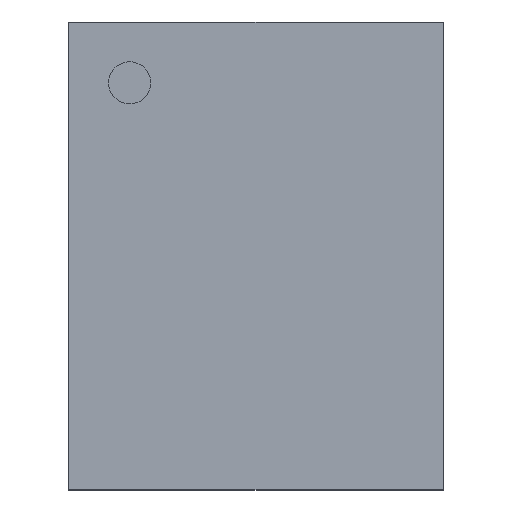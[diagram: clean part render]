
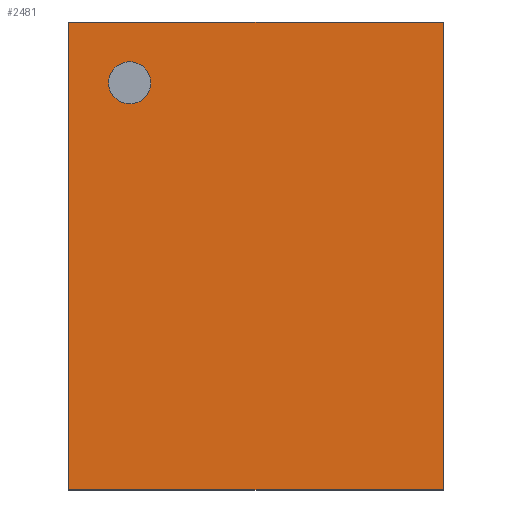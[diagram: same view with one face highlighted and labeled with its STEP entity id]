
A CAD part, top view. The second image highlights one B-rep face of the part: STEP entity #2481.
In plain terms, the highlighted planar face has unit normal (0, 0, 1).
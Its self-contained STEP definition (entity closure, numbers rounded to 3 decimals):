
#68 = CIRCLE ( 'NONE', #1062, 0.225 ) ;
#95 = EDGE_CURVE ( 'NONE', #452, #2660, #2320, .T. ) ;
#117 = EDGE_CURVE ( 'NONE', #2852, #452, #635, .T. ) ;
#182 = CARTESIAN_POINT ( 'NONE',  ( -2., 2.5, 0.875 ) ) ;
#219 = DIRECTION ( 'NONE',  ( 1., 0., 0. ) ) ;
#262 = LINE ( 'NONE', #2421, #1916 ) ;
#349 = VERTEX_POINT ( 'NONE', #2449 ) ;
#382 = VERTEX_POINT ( 'NONE', #2205 ) ;
#399 = CARTESIAN_POINT ( 'NONE',  ( -1.35, 1.85, 0.875 ) ) ;
#452 = VERTEX_POINT ( 'NONE', #1841 ) ;
#585 = CARTESIAN_POINT ( 'NONE',  ( -2., -2.5, 0.875 ) ) ;
#634 = ORIENTED_EDGE ( 'NONE', *, *, #977, .F. ) ;
#635 = LINE ( 'NONE', #2350, #2477 ) ;
#640 = EDGE_CURVE ( 'NONE', #1134, #349, #2203, .T. ) ;
#721 = PLANE ( 'NONE',  #1720 ) ;
#923 = DIRECTION ( 'NONE',  ( 0., 0., 1. ) ) ;
#945 = EDGE_LOOP ( 'NONE', ( #1587, #1698, #2497, #2167 ) ) ;
#977 = EDGE_CURVE ( 'NONE', #349, #1134, #68, .T. ) ;
#1062 = AXIS2_PLACEMENT_3D ( 'NONE', #2104, #923, #2533 ) ;
#1071 = VECTOR ( 'NONE', #2591, 1000. ) ;
#1133 = LINE ( 'NONE', #182, #1071 ) ;
#1134 = VERTEX_POINT ( 'NONE', #2329 ) ;
#1142 = DIRECTION ( 'NONE',  ( 0., 0., 1. ) ) ;
#1169 = ORIENTED_EDGE ( 'NONE', *, *, #640, .F. ) ;
#1229 = CARTESIAN_POINT ( 'NONE',  ( 0., 0., 0.875 ) ) ;
#1362 = DIRECTION ( 'NONE',  ( 1., 0., 0. ) ) ;
#1463 = DIRECTION ( 'NONE',  ( 0., -1., 0. ) ) ;
#1587 = ORIENTED_EDGE ( 'NONE', *, *, #95, .T. ) ;
#1627 = CARTESIAN_POINT ( 'NONE',  ( 2., -2.5, 0.875 ) ) ;
#1658 = DIRECTION ( 'NONE',  ( 0., 0., -1. ) ) ;
#1698 = ORIENTED_EDGE ( 'NONE', *, *, #2603, .T. ) ;
#1707 = DIRECTION ( 'NONE',  ( -1., 0., 0. ) ) ;
#1720 = AXIS2_PLACEMENT_3D ( 'NONE', #1229, #1658, #1707 ) ;
#1827 = CARTESIAN_POINT ( 'NONE',  ( 2., 2.5, 0.875 ) ) ;
#1841 = CARTESIAN_POINT ( 'NONE',  ( 2., -2.5, 0.875 ) ) ;
#1916 = VECTOR ( 'NONE', #1463, 1000. ) ;
#2055 = EDGE_CURVE ( 'NONE', #382, #2852, #262, .T. ) ;
#2102 = AXIS2_PLACEMENT_3D ( 'NONE', #399, #1142, #219 ) ;
#2104 = CARTESIAN_POINT ( 'NONE',  ( -1.35, 1.85, 0.875 ) ) ;
#2135 = EDGE_LOOP ( 'NONE', ( #1169, #634 ) ) ;
#2167 = ORIENTED_EDGE ( 'NONE', *, *, #117, .T. ) ;
#2203 = CIRCLE ( 'NONE', #2102, 0.225 ) ;
#2205 = CARTESIAN_POINT ( 'NONE',  ( -2., 2.5, 0.875 ) ) ;
#2320 = LINE ( 'NONE', #1627, #2930 ) ;
#2329 = CARTESIAN_POINT ( 'NONE',  ( -1.125, 1.85, 0.875 ) ) ;
#2350 = CARTESIAN_POINT ( 'NONE',  ( -2., -2.5, 0.875 ) ) ;
#2384 = FACE_OUTER_BOUND ( 'NONE', #945, .T. ) ;
#2421 = CARTESIAN_POINT ( 'NONE',  ( -2., -2.5, 0.875 ) ) ;
#2449 = CARTESIAN_POINT ( 'NONE',  ( -1.575, 1.85, 0.875 ) ) ;
#2477 = VECTOR ( 'NONE', #1362, 1000. ) ;
#2481 = ADVANCED_FACE ( 'NONE', ( #3100, #2384 ), #721, .F. ) ;
#2497 = ORIENTED_EDGE ( 'NONE', *, *, #2055, .T. ) ;
#2533 = DIRECTION ( 'NONE',  ( 1., 0., 0. ) ) ;
#2591 = DIRECTION ( 'NONE',  ( -1., 0., 0. ) ) ;
#2603 = EDGE_CURVE ( 'NONE', #2660, #382, #1133, .T. ) ;
#2660 = VERTEX_POINT ( 'NONE', #1827 ) ;
#2852 = VERTEX_POINT ( 'NONE', #585 ) ;
#2930 = VECTOR ( 'NONE', #3012, 1000. ) ;
#3012 = DIRECTION ( 'NONE',  ( 0., 1., 0. ) ) ;
#3100 = FACE_BOUND ( 'NONE', #2135, .T. ) ;
